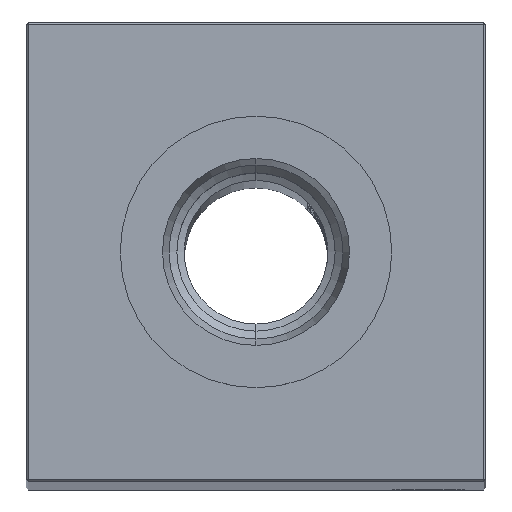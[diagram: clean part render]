
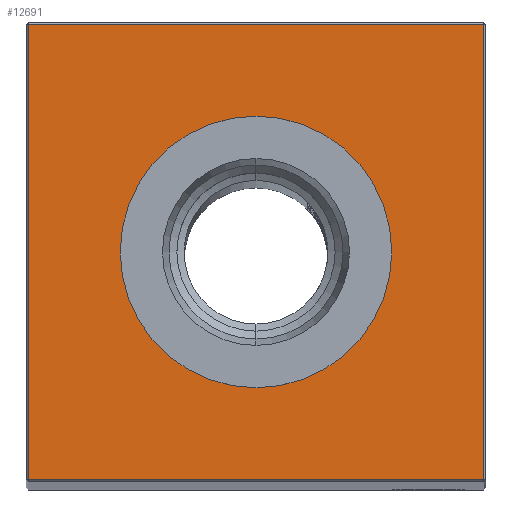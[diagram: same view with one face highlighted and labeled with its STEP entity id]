
A CAD part, top view. The second image highlights one B-rep face of the part: STEP entity #12691.
In plain terms, the highlighted planar face has unit normal (0, 0, 1).
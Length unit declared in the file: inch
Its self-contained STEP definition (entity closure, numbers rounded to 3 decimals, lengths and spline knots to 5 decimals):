
#212 = DIRECTION ( 'NONE',  ( 0., 0., -1. ) ) ;
#259 = LINE ( 'NONE', #7107, #15315 ) ;
#981 = FACE_BOUND ( 'NONE', #9164, .T. ) ;
#1541 = DIRECTION ( 'NONE',  ( -1., 0., 0. ) ) ;
#1718 = VECTOR ( 'NONE', #3709, 39.37008 ) ;
#1975 = DIRECTION ( 'NONE',  ( -1., 0., 0. ) ) ;
#2530 = EDGE_CURVE ( 'NONE', #9960, #22540, #19078, .T. ) ;
#2595 = VECTOR ( 'NONE', #22332, 39.37008 ) ;
#2874 = DIRECTION ( 'NONE',  ( 0., -1., 0. ) ) ;
#3092 = CARTESIAN_POINT ( 'NONE',  ( -0.99, 0.99, 20.25 ) ) ;
#3247 = VERTEX_POINT ( 'NONE', #4483 ) ;
#3709 = DIRECTION ( 'NONE',  ( 1., 0., 0. ) ) ;
#4207 = LINE ( 'NONE', #15600, #2595 ) ;
#4483 = CARTESIAN_POINT ( 'NONE',  ( 0.99, 0.99, 20.25 ) ) ;
#5877 = CARTESIAN_POINT ( 'NONE',  ( 0., -0.99, 20.25 ) ) ;
#7070 = EDGE_LOOP ( 'NONE', ( #20071, #19410, #26867, #12136 ) ) ;
#7107 = CARTESIAN_POINT ( 'NONE',  ( -0.99, 0., 20.25 ) ) ;
#7234 = VERTEX_POINT ( 'NONE', #23985 ) ;
#7474 = CARTESIAN_POINT ( 'NONE',  ( -0.99, -0.99, 20.25 ) ) ;
#7681 = CARTESIAN_POINT ( 'NONE',  ( 0., 0., 20.25 ) ) ;
#7836 = DIRECTION ( 'NONE',  ( -1., 0., 0. ) ) ;
#9164 = EDGE_LOOP ( 'NONE', ( #16772, #24206 ) ) ;
#9717 = EDGE_CURVE ( 'NONE', #7234, #3247, #4207, .T. ) ;
#9882 = PLANE ( 'NONE',  #19030 ) ;
#9960 = VERTEX_POINT ( 'NONE', #18893 ) ;
#11084 = AXIS2_PLACEMENT_3D ( 'NONE', #17882, #212, #1975 ) ;
#11260 = EDGE_CURVE ( 'NONE', #27119, #7234, #12034, .T. ) ;
#11610 = AXIS2_PLACEMENT_3D ( 'NONE', #23758, #26240, #1541 ) ;
#12034 = LINE ( 'NONE', #5877, #1718 ) ;
#12136 = ORIENTED_EDGE ( 'NONE', *, *, #23051, .T. ) ;
#12691 = ADVANCED_FACE ( 'NONE', ( #14432, #981 ), #9882, .F. ) ;
#14432 = FACE_OUTER_BOUND ( 'NONE', #7070, .T. ) ;
#15315 = VECTOR ( 'NONE', #2874, 39.37008 ) ;
#15600 = CARTESIAN_POINT ( 'NONE',  ( 0.99, 0., 20.25 ) ) ;
#16772 = ORIENTED_EDGE ( 'NONE', *, *, #20701, .T. ) ;
#17882 = CARTESIAN_POINT ( 'NONE',  ( 0., 0., 20.25 ) ) ;
#18560 = LINE ( 'NONE', #27626, #28328 ) ;
#18893 = CARTESIAN_POINT ( 'NONE',  ( 0., -0.59055, 20.25 ) ) ;
#19030 = AXIS2_PLACEMENT_3D ( 'NONE', #7681, #20700, #7836 ) ;
#19078 = CIRCLE ( 'NONE', #11610, 0.59055 ) ;
#19410 = ORIENTED_EDGE ( 'NONE', *, *, #11260, .T. ) ;
#20071 = ORIENTED_EDGE ( 'NONE', *, *, #24464, .T. ) ;
#20700 = DIRECTION ( 'NONE',  ( 0., 0., -1. ) ) ;
#20701 = EDGE_CURVE ( 'NONE', #22540, #9960, #21814, .T. ) ;
#21814 = CIRCLE ( 'NONE', #11084, 0.59055 ) ;
#22332 = DIRECTION ( 'NONE',  ( 0., 1., 0. ) ) ;
#22540 = VERTEX_POINT ( 'NONE', #26950 ) ;
#23051 = EDGE_CURVE ( 'NONE', #3247, #27160, #18560, .T. ) ;
#23758 = CARTESIAN_POINT ( 'NONE',  ( 0., 0., 20.25 ) ) ;
#23985 = CARTESIAN_POINT ( 'NONE',  ( 0.99, -0.99, 20.25 ) ) ;
#24206 = ORIENTED_EDGE ( 'NONE', *, *, #2530, .T. ) ;
#24464 = EDGE_CURVE ( 'NONE', #27160, #27119, #259, .T. ) ;
#25295 = DIRECTION ( 'NONE',  ( -1., 0., 0. ) ) ;
#26240 = DIRECTION ( 'NONE',  ( 0., 0., -1. ) ) ;
#26867 = ORIENTED_EDGE ( 'NONE', *, *, #9717, .T. ) ;
#26950 = CARTESIAN_POINT ( 'NONE',  ( 0., 0.59055, 20.25 ) ) ;
#27119 = VERTEX_POINT ( 'NONE', #7474 ) ;
#27160 = VERTEX_POINT ( 'NONE', #3092 ) ;
#27626 = CARTESIAN_POINT ( 'NONE',  ( 0., 0.99, 20.25 ) ) ;
#28328 = VECTOR ( 'NONE', #25295, 39.37008 ) ;
